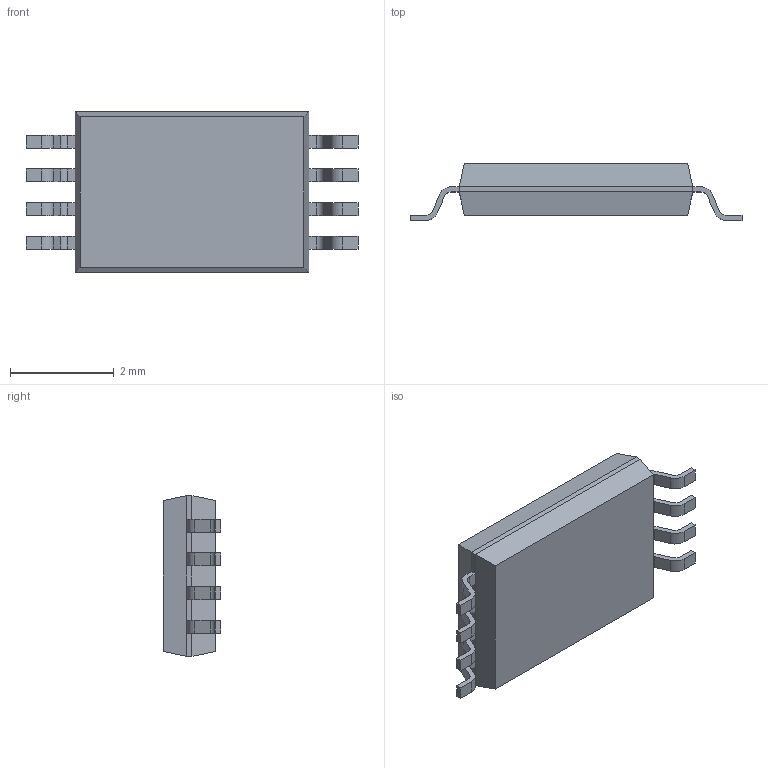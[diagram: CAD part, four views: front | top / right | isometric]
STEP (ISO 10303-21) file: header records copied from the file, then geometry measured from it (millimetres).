
FILE_DESCRIPTION (( 'STEP AP214' ), '1' );
FILE_NAME ('User Library-TSSOP-8 3.1x4.4.STEP', '2012-05-31T12:58:53', ( 'Solidworks' ), ( 'Solidworks' ), 'SwSTEP 2.0', 'SolidWorks 2012', '' );
FILE_SCHEMA (( 'AUTOMOTIVE_DESIGN' ));
Length unit declared in the file: millimetre
Products named in the file (3): User Library-TSSOP-8 3.1x4.4; User Library-TSSOP-8 3.1x4.4_body_TSSOP_TSSOP_3.1x4.5_1; User Library-TSSOP-8 3.1x4.4_pin_TSSOP_tssop_1
Assembly tree (9 placements, depth 2):
  User Library-TSSOP-8 3.1x4.4
    User Library-TSSOP-8 3.1x4.4_pin_TSSOP_tssop_1  x8
    User Library-TSSOP-8 3.1x4.4_body_TSSOP_TSSOP_3.1x4.5_1
Bounding box: 6.4 x 1.1 x 3.1 mm (x, y, z)
Volume: 13.5 mm3; surface area: 47.8 mm2
Topology: 9 solids, 9 shells, 129 faces, 322 edges, 212 vertices
Faces by surface type: plane 95, cylinder 34
Entity records: 1359 total; most frequent: DIRECTION 168, CARTESIAN_POINT 157, ORIENTED_EDGE 140, EDGE_CURVE 70, VECTOR 58, LINE 58, AXIS2_PLACEMENT_3D 55, VERTEX_POINT 44
